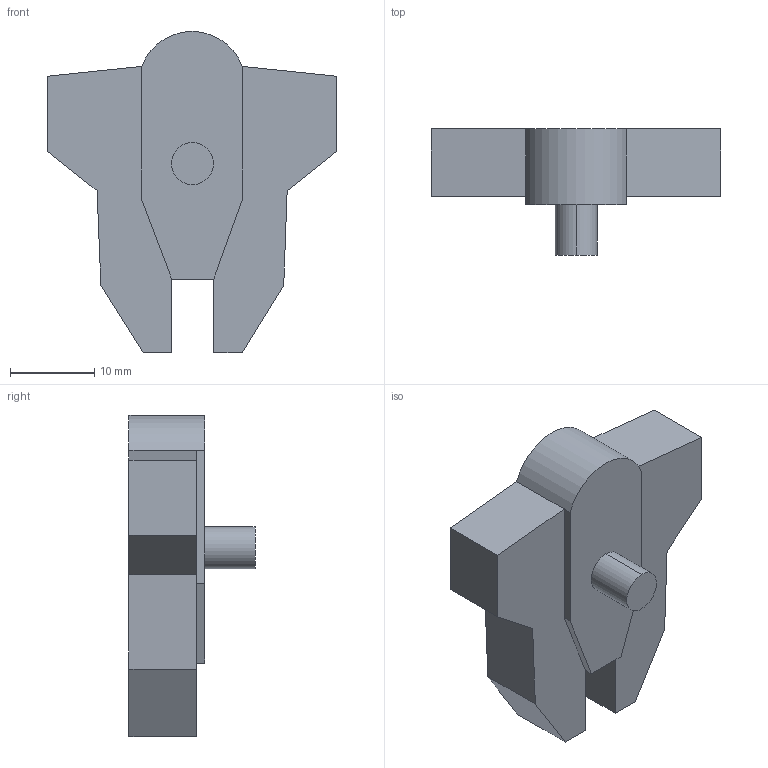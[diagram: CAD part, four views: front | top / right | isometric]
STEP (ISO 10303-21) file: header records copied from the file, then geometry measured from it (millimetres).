
FILE_DESCRIPTION (( 'STEP AP203' ), '1' );
FILE_NAME ('M3-A Blank.STEP', '2016-03-27T20:54:58', ( '' ), ( '' ), 'SwSTEP 2.0', 'SolidWorks 2016', '' );
FILE_SCHEMA (( 'CONFIG_CONTROL_DESIGN' ));
Length unit declared in the file: millimetre
Products named in the file (1): M3-A Blank
Bounding box: 34.4 x 15 x 38.22 mm (x, y, z)
Volume: 7184.1 mm3; surface area: 2989.9 mm2
Topology: 1 solids, 1 shells, 27 faces, 68 edges, 44 vertices
Faces by surface type: plane 24, cylinder 3
Entity records: 873 total; most frequent: CARTESIAN_POINT 140, ORIENTED_EDGE 136, DIRECTION 130, EDGE_CURVE 68, VECTOR 62, LINE 62, VERTEX_POINT 44, AXIS2_PLACEMENT_3D 34
